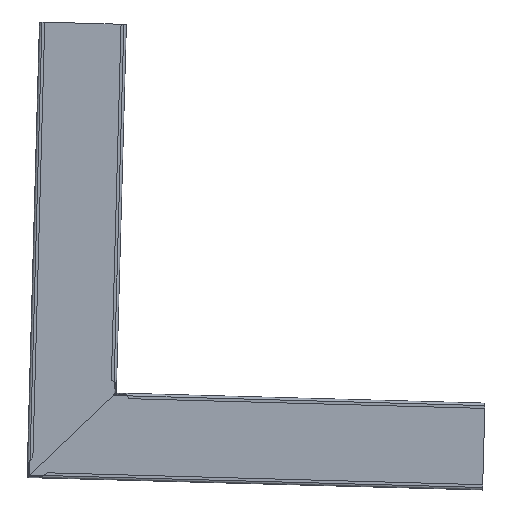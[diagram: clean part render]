
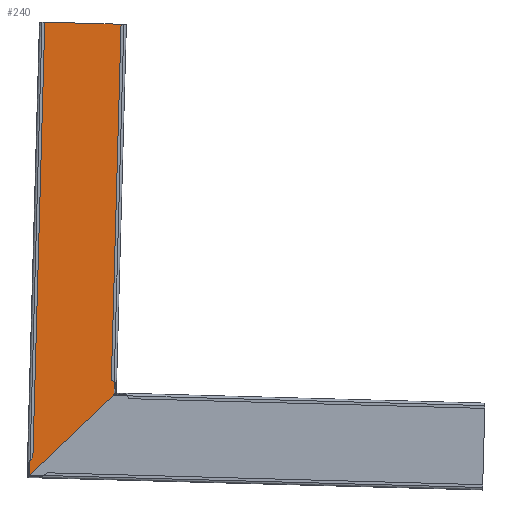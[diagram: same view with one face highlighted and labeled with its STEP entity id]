
A CAD part, top view. The second image highlights one B-rep face of the part: STEP entity #240.
In plain terms, the highlighted face is planar.
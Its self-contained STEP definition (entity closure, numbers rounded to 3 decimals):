
#14 = DIRECTION ( 'NONE',  ( -1., 0., 0. ) ) ;
#62 = CARTESIAN_POINT ( 'NONE',  ( 400.8, -0.8, -74.479 ) ) ;
#96 = ORIENTED_EDGE ( 'NONE', *, *, #241, .F. ) ;
#138 = CARTESIAN_POINT ( 'NONE',  ( 0., -0.8, -2.021 ) ) ;
#164 = EDGE_CURVE ( 'NONE', #754, #2161, #2759, .T. ) ;
#206 = ORIENTED_EDGE ( 'NONE', *, *, #1554, .T. ) ;
#233 = EDGE_LOOP ( 'NONE', ( #96, #206, #2439, #451 ) ) ;
#240 = ADVANCED_FACE ( 'NONE', ( #1558 ), #1426, .T. ) ;
#241 = EDGE_CURVE ( 'NONE', #1861, #754, #2628, .T. ) ;
#278 = VECTOR ( 'NONE', #14, 1000. ) ;
#327 = DIRECTION ( 'NONE',  ( 0., 0., -1. ) ) ;
#339 = AXIS2_PLACEMENT_3D ( 'NONE', #2110, #570, #327 ) ;
#451 = ORIENTED_EDGE ( 'NONE', *, *, #164, .F. ) ;
#548 = VECTOR ( 'NONE', #2758, 1000. ) ;
#570 = DIRECTION ( 'NONE',  ( 0., -1., 0. ) ) ;
#623 = DIRECTION ( 'NONE',  ( 0., 0., 1. ) ) ;
#743 = CARTESIAN_POINT ( 'NONE',  ( 0., -0.8, 0. ) ) ;
#754 = VERTEX_POINT ( 'NONE', #2426 ) ;
#967 = CARTESIAN_POINT ( 'NONE',  ( 0., -0.8, -2.021 ) ) ;
#1426 = PLANE ( 'NONE',  #339 ) ;
#1436 = CARTESIAN_POINT ( 'NONE',  ( 324.343, -0.8, -0.022 ) ) ;
#1541 = LINE ( 'NONE', #967, #2844 ) ;
#1554 = EDGE_CURVE ( 'NONE', #1861, #1960, #1644, .T. ) ;
#1558 = FACE_OUTER_BOUND ( 'NONE', #233, .T. ) ;
#1644 = LINE ( 'NONE', #1436, #548 ) ;
#1861 = VERTEX_POINT ( 'NONE', #2457 ) ;
#1960 = VERTEX_POINT ( 'NONE', #2054 ) ;
#1981 = EDGE_CURVE ( 'NONE', #2161, #1960, #1541, .T. ) ;
#2054 = CARTESIAN_POINT ( 'NONE',  ( 326.343, -0.8, -2.021 ) ) ;
#2110 = CARTESIAN_POINT ( 'NONE',  ( 0., -0.8, 0. ) ) ;
#2161 = VERTEX_POINT ( 'NONE', #138 ) ;
#2426 = CARTESIAN_POINT ( 'NONE',  ( 0., -0.8, -74.479 ) ) ;
#2439 = ORIENTED_EDGE ( 'NONE', *, *, #1981, .F. ) ;
#2457 = CARTESIAN_POINT ( 'NONE',  ( 398.8, -0.8, -74.479 ) ) ;
#2504 = DIRECTION ( 'NONE',  ( 1., 0., 0. ) ) ;
#2628 = LINE ( 'NONE', #62, #278 ) ;
#2758 = DIRECTION ( 'NONE',  ( -0.707, 0., 0.707 ) ) ;
#2759 = LINE ( 'NONE', #743, #2825 ) ;
#2825 = VECTOR ( 'NONE', #623, 1000. ) ;
#2844 = VECTOR ( 'NONE', #2504, 1000. ) ;
